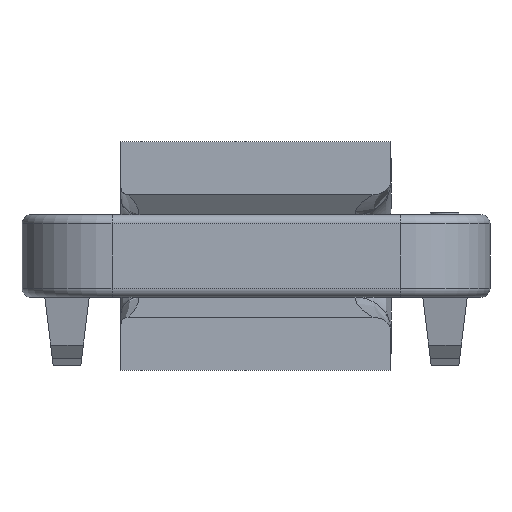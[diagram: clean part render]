
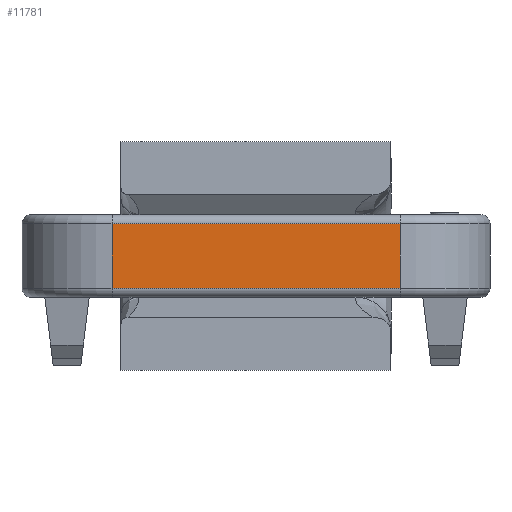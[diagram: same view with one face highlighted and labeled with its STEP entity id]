
A CAD part, front view. The second image highlights one B-rep face of the part: STEP entity #11781.
In plain terms, the highlighted face is planar.
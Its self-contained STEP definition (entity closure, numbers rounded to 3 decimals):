
#3118=DIRECTION('',(0.,0.,-1.));
#3119=VECTOR('',#3118,18.);
#3120=CARTESIAN_POINT('',(40.,83.,9.));
#3121=LINE('',#3120,#3119);
#3132=DIRECTION('',(1.,0.,0.));
#3133=VECTOR('',#3132,80.);
#3134=CARTESIAN_POINT('',(-40.,83.,-9.));
#3135=LINE('',#3134,#3133);
#3136=DIRECTION('',(1.,0.,0.));
#3137=VECTOR('',#3136,80.);
#3138=CARTESIAN_POINT('',(-40.,83.,9.));
#3139=LINE('',#3138,#3137);
#3145=DIRECTION('',(0.,0.,1.));
#3146=VECTOR('',#3145,18.);
#3147=CARTESIAN_POINT('',(-40.,83.,-9.));
#3148=LINE('',#3147,#3146);
#8390=CARTESIAN_POINT('',(40.,83.,9.));
#8392=VERTEX_POINT('',#8390);
#8410=CARTESIAN_POINT('',(-40.,83.,9.));
#8411=VERTEX_POINT('',#8410);
#8430=CARTESIAN_POINT('',(40.,83.,-9.));
#8432=VERTEX_POINT('',#8430);
#8450=CARTESIAN_POINT('',(-40.,83.,-9.));
#8451=VERTEX_POINT('',#8450);
#11767=CARTESIAN_POINT('',(0.,83.,0.));
#11768=DIRECTION('',(0.,1.,0.));
#11769=DIRECTION('',(-1.,0.,0.));
#11770=AXIS2_PLACEMENT_3D('',#11767,#11768,#11769);
#11771=PLANE('',#11770);
#11773=ORIENTED_EDGE('',*,*,#11772,.F.);
#11775=ORIENTED_EDGE('',*,*,#11774,.T.);
#11776=ORIENTED_EDGE('',*,*,#11757,.F.);
#11778=ORIENTED_EDGE('',*,*,#11777,.F.);
#11779=EDGE_LOOP('',(#11773,#11775,#11776,#11778));
#11780=FACE_OUTER_BOUND('',#11779,.F.);
#11781=ADVANCED_FACE('',(#11780),#11771,.T.);
#11757=EDGE_CURVE('',#8392,#8432,#3121,.T.);
#11772=EDGE_CURVE('',#8451,#8411,#3148,.T.);
#11774=EDGE_CURVE('',#8451,#8432,#3135,.T.);
#11777=EDGE_CURVE('',#8411,#8392,#3139,.T.);
